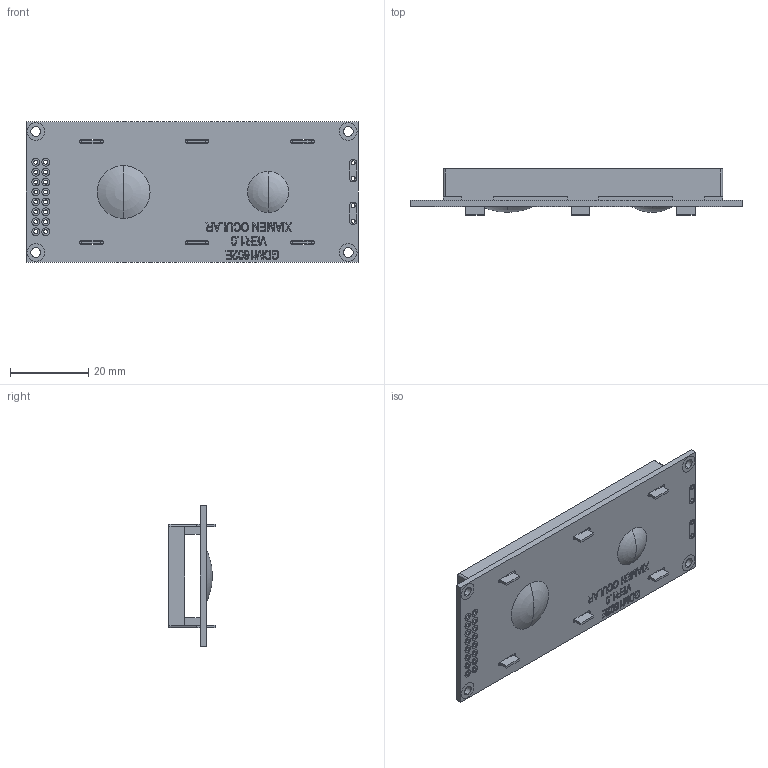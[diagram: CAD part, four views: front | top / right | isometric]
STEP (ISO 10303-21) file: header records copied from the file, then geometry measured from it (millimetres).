
FILE_DESCRIPTION (( 'STEP AP214' ), '1' );
FILE_NAME ('User Library-GDM1602E.STEP', '2013-08-18T15:19:36', ( 'Windows User' ), ( '' ), 'SwSTEP 2.0', 'SolidWorks 2013', '' );
FILE_SCHEMA (( 'AUTOMOTIVE_DESIGN' ));
Length unit declared in the file: millimetre
Products named in the file (1): User Library-GDM1602E
Bounding box: 85 x 11.8 x 36 mm (x, y, z)
Surface area: 11994.2 mm2 (no closed solid volume)
Topology: 0 solids, 70 shells, 494 faces, 1818 edges, 1379 vertices
Faces by surface type: plane 331, bspline 83, cylinder 76, torus 4
Entity records: 36248 total; most frequent: CARTESIAN_POINT 16063, DIRECTION 2771, ORIENTED_EDGE 2610, EDGE_CURVE 1810, VERTEX_POINT 1379, LINE 1275, VECTOR 1275, AXIS2_PLACEMENT_3D 748
